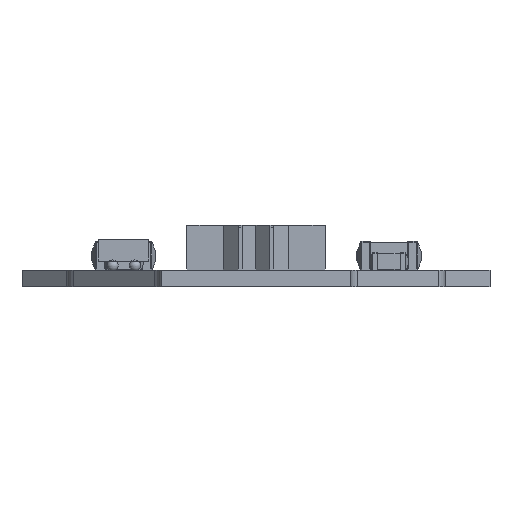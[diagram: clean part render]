
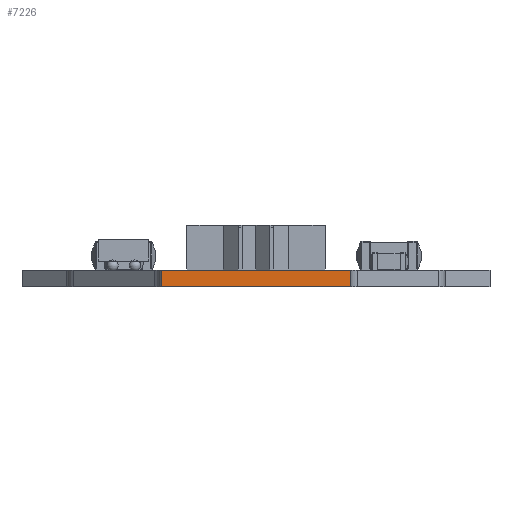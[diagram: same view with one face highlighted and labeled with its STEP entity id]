
A CAD part, left-side view. The second image highlights one B-rep face of the part: STEP entity #7226.
In plain terms, the highlighted planar face has unit normal (-1, 0, 0).
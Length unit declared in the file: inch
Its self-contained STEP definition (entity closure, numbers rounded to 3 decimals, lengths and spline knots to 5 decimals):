
#1048=FACE_OUTER_BOUND('',#1563,.T.);
#1563=EDGE_LOOP('',(#4900,#4901,#4902,#4903));
#2073=LINE('',#10916,#2576);
#2111=LINE('',#11016,#2614);
#2113=LINE('',#11019,#2616);
#2114=LINE('',#11020,#2617);
#2576=VECTOR('',#8657,0.03937);
#2614=VECTOR('',#8751,0.03937);
#2616=VECTOR('',#8755,0.03937);
#2617=VECTOR('',#8756,0.03937);
#3079=VERTEX_POINT('',#10914);
#3080=VERTEX_POINT('',#10915);
#3113=VERTEX_POINT('',#11013);
#3114=VERTEX_POINT('',#11015);
#3729=EDGE_CURVE('',#3079,#3080,#2073,.T.);
#3779=EDGE_CURVE('',#3113,#3114,#2111,.T.);
#3781=EDGE_CURVE('',#3113,#3079,#2113,.T.);
#3782=EDGE_CURVE('',#3114,#3080,#2114,.T.);
#4900=ORIENTED_EDGE('',*,*,#3779,.F.);
#4901=ORIENTED_EDGE('',*,*,#3781,.T.);
#4902=ORIENTED_EDGE('',*,*,#3729,.T.);
#4903=ORIENTED_EDGE('',*,*,#3782,.F.);
#7049=PLANE('',#7805);
#7226=ADVANCED_FACE('',(#1048),#7049,.F.);
#7805=AXIS2_PLACEMENT_3D('',#11018,#8753,#8754);
#8657=DIRECTION('',(0.,0.,1.));
#8751=DIRECTION('',(0.,0.,1.));
#8753=DIRECTION('center_axis',(1.,0.,0.));
#8754=DIRECTION('ref_axis',(0.,-1.,0.));
#8755=DIRECTION('',(0.,-1.,0.));
#8756=DIRECTION('',(0.,-1.,0.));
#10914=CARTESIAN_POINT('',(-0.36795,-0.06693,-0.01169));
#10915=CARTESIAN_POINT('',(-0.36795,-0.06693,0.));
#10916=CARTESIAN_POINT('',(-0.36795,-0.06693,-0.01169));
#11013=CARTESIAN_POINT('',(-0.36795,0.06693,-0.01169));
#11015=CARTESIAN_POINT('',(-0.36795,0.06693,0.));
#11016=CARTESIAN_POINT('',(-0.36795,0.06693,-0.01169));
#11018=CARTESIAN_POINT('Origin',(-0.36795,0.06693,-0.01169));
#11019=CARTESIAN_POINT('',(-0.36795,0.06693,-0.01169));
#11020=CARTESIAN_POINT('',(-0.36795,0.06693,0.));
